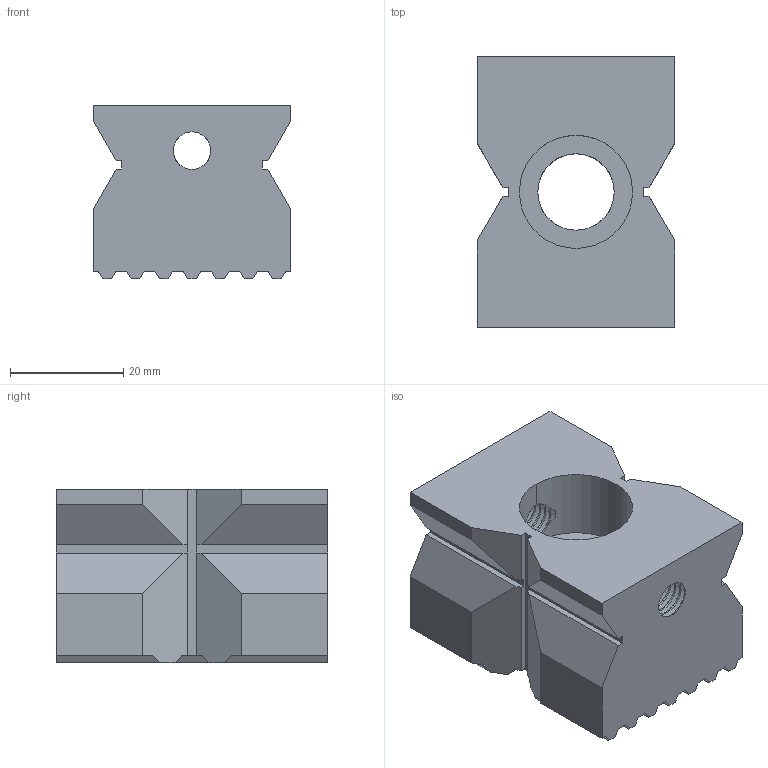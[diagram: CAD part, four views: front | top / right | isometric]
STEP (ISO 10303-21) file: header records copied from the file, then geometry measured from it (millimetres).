
FILE_DESCRIPTION(('STEP AP203'),'1');
FILE_NAME('halderv_eh_1582_800.stp','2014-04-28T17:42:26',('TraceParts'),('TraceParts S.A.'),'XStep 1.0',' ',' ');
FILE_SCHEMA(('CONFIG_CONTROL_DESIGN'));
Length unit declared in the file: millimetre
Products named in the file (1): 1
Bounding box: 35 x 48 x 30.63 mm (x, y, z)
Volume: 37331.6 mm3; surface area: 11151.6 mm2
Topology: 1 solids, 1 shells, 346 faces, 808 edges, 462 vertices
Faces by surface type: torus 100, cone 98, plane 94, cylinder 54
Entity records: 10130 total; most frequent: CARTESIAN_POINT 2027, DIRECTION 1846, ORIENTED_EDGE 1616, EDGE_CURVE 808, AXIS2_PLACEMENT_3D 723, VERTEX_POINT 462, LINE 400, VECTOR 400
